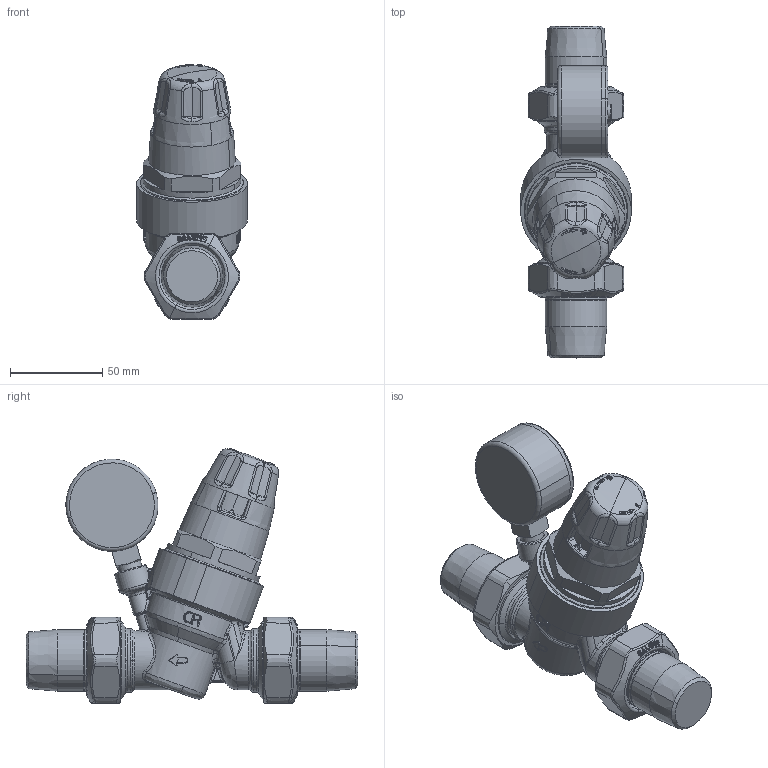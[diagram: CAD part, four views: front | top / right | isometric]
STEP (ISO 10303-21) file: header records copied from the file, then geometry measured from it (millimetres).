
FILE_DESCRIPTION(('CATIA V5 STEP Exchange','CAx-IF Rec.Pracs.--- Model Styling and Organization---1.4--- 2014-01-23','CAx-IF Rec.Pracs.---3D Tessellated Data Validation Properties---0.5---2014-09-14'),'2;1');
FILE_NAME('STEP_535061H_-_TST.stp','2022-04-22T07:15:50+00:00',('none'),('none'),'CATIA Version 5-6 Release 2019 SP3','CATIA V5 STEP AP242 v1','none');
FILE_SCHEMA(('AP242_MANAGED_MODEL_BASED_3D_ENGINEERING_MIM_LF {1 0 10303 442 1 1 4}'));
Length unit declared in the file: millimetre
Products named in the file (1): 535061H - TST
Bounding box: 59.78 x 180 x 138.26 mm (x, y, z)
Volume: 444233.6 mm3; surface area: 52899.3 mm2
Topology: 1 solids, 1 shells, 1751 faces, 4184 edges, 2327 vertices
Faces by surface type: bspline 1078, cylinder 232, plane 149, sphere 132, cone 74, torus 68, extrusion 12, revolution 6
Entity records: 96796 total; most frequent: CARTESIAN_POINT 67052, ORIENTED_EDGE 8084, EDGE_CURVE 4042, B_SPLINE_CURVE_WITH_KNOTS 2862, VERTEX_POINT 2327, DIRECTION 2086, EDGE_LOOP 1785, ADVANCED_FACE 1751
